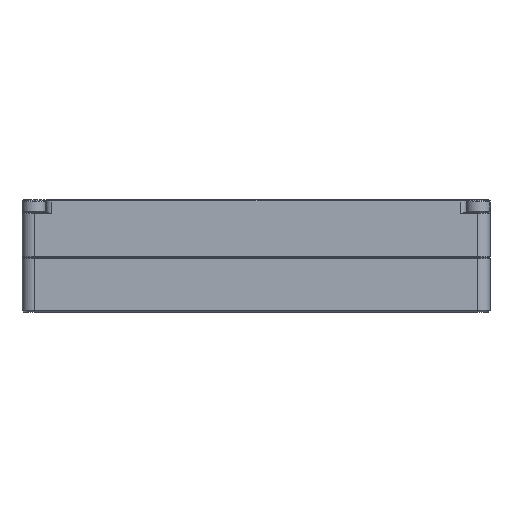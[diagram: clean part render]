
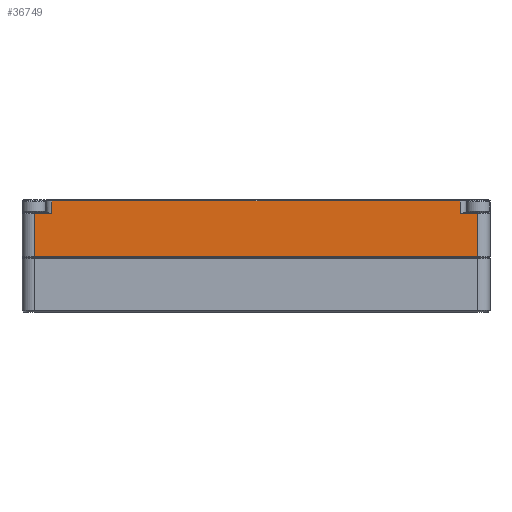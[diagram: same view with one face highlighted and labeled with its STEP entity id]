
A CAD part, left-side view. The second image highlights one B-rep face of the part: STEP entity #36749.
In plain terms, the highlighted planar face has unit normal (-1, 0, 0).
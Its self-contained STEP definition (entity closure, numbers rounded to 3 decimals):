
#36749=ADVANCED_FACE('',(#50362),#42730,.T.);
#42730=PLANE('',#186198);
#50362=FACE_OUTER_BOUND('',#58776,.T.);
#58776=EDGE_LOOP('',(#101901,#101902,#101903,#101904,#101905,#101906,#101907,
#101908));
#101901=ORIENTED_EDGE('',*,*,#138816,.T.);
#101902=ORIENTED_EDGE('',*,*,#138817,.T.);
#101903=ORIENTED_EDGE('',*,*,#138818,.T.);
#101904=ORIENTED_EDGE('',*,*,#138819,.T.);
#101905=ORIENTED_EDGE('',*,*,#138820,.T.);
#101906=ORIENTED_EDGE('',*,*,#138821,.T.);
#101907=ORIENTED_EDGE('',*,*,#138822,.T.);
#101908=ORIENTED_EDGE('',*,*,#138823,.T.);
#117067=VERTEX_POINT('',#273393);
#117068=VERTEX_POINT('',#273394);
#117069=VERTEX_POINT('',#273396);
#117070=VERTEX_POINT('',#273398);
#117071=VERTEX_POINT('',#273400);
#117072=VERTEX_POINT('',#273402);
#117073=VERTEX_POINT('',#273404);
#117074=VERTEX_POINT('',#273406);
#138816=EDGE_CURVE('',#117067,#117068,#156733,.T.);
#138817=EDGE_CURVE('',#117068,#117069,#156734,.T.);
#138818=EDGE_CURVE('',#117069,#117070,#156735,.T.);
#138819=EDGE_CURVE('',#117070,#117071,#156736,.T.);
#138820=EDGE_CURVE('',#117071,#117072,#156737,.T.);
#138821=EDGE_CURVE('',#117072,#117073,#156738,.T.);
#138822=EDGE_CURVE('',#117073,#117074,#156739,.T.);
#138823=EDGE_CURVE('',#117074,#117067,#156740,.T.);
#156733=LINE('',#273392,#174443);
#156734=LINE('',#273395,#174444);
#156735=LINE('',#273397,#174445);
#156736=LINE('',#273399,#174446);
#156737=LINE('',#273401,#174447);
#156738=LINE('',#273403,#174448);
#156739=LINE('',#273405,#174449);
#156740=LINE('',#273407,#174450);
#174443=VECTOR('',#226880,1.);
#174444=VECTOR('',#226881,1.);
#174445=VECTOR('',#226882,1.);
#174446=VECTOR('',#226883,1.);
#174447=VECTOR('',#226884,1.);
#174448=VECTOR('',#226885,1.);
#174449=VECTOR('',#226886,1.);
#174450=VECTOR('',#226887,1.);
#186198=AXIS2_PLACEMENT_3D('',#273408,#226888,#226889);
#226880=DIRECTION('',(0.,0.,1.));
#226881=DIRECTION('',(0.,1.,0.));
#226882=DIRECTION('',(0.,0.,1.));
#226883=DIRECTION('',(0.,1.,0.));
#226884=DIRECTION('',(0.,0.,-1.));
#226885=DIRECTION('',(0.,1.,0.));
#226886=DIRECTION('',(0.,0.,-1.));
#226887=DIRECTION('',(0.,-1.,0.));
#226888=DIRECTION('',(-1.,0.,0.));
#226889=DIRECTION('',(0.,-1.,0.));
#273392=CARTESIAN_POINT('',(-51.,-36.5,9.5));
#273393=CARTESIAN_POINT('',(-51.,-36.5,0.1));
#273394=CARTESIAN_POINT('',(-51.,-36.5,7.2));
#273395=CARTESIAN_POINT('',(-51.,-33.566,7.2));
#273396=CARTESIAN_POINT('',(-51.,-33.566,7.2));
#273397=CARTESIAN_POINT('',(-51.,-33.566,9.5));
#273398=CARTESIAN_POINT('',(-51.,-33.566,9.3));
#273399=CARTESIAN_POINT('',(-51.,33.566,9.3));
#273400=CARTESIAN_POINT('',(-51.,33.566,9.3));
#273401=CARTESIAN_POINT('',(-51.,33.566,9.5));
#273402=CARTESIAN_POINT('',(-51.,33.566,7.2));
#273403=CARTESIAN_POINT('',(-51.,36.5,7.2));
#273404=CARTESIAN_POINT('',(-51.,36.5,7.2));
#273405=CARTESIAN_POINT('',(-51.,36.5,9.5));
#273406=CARTESIAN_POINT('',(-51.,36.5,0.1));
#273407=CARTESIAN_POINT('',(-51.,-38.5,0.1));
#273408=CARTESIAN_POINT('',(-51.,-38.5,9.5));
